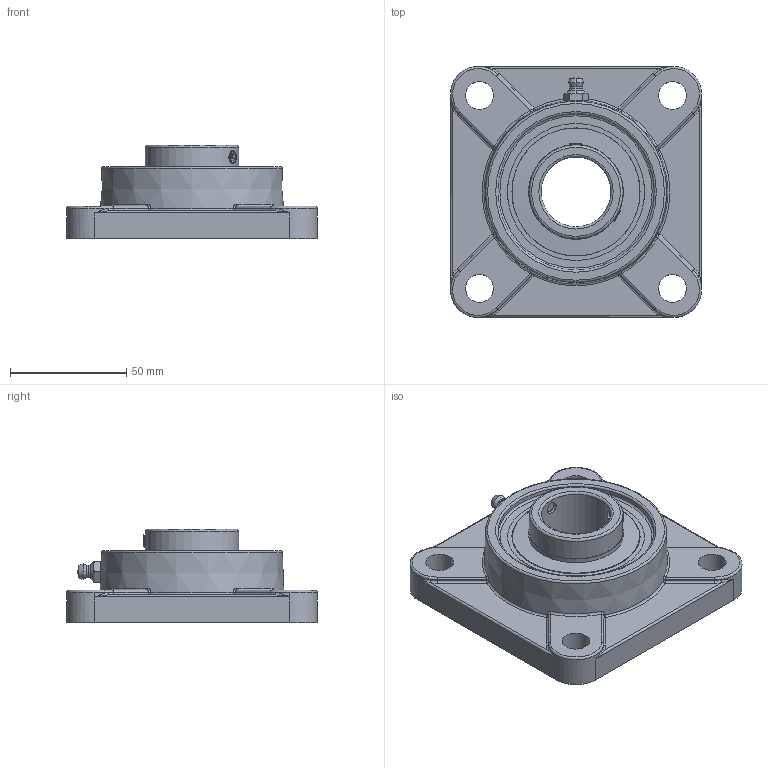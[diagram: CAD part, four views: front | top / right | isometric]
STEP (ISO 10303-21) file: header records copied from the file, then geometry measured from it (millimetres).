
FILE_DESCRIPTION(('HOOPS Exchange Step'),'2;1');
FILE_NAME('export-B70C913C-01C8-4E5B-9225-76F6B70C14F2.stp','2019-12-12T15:35:06-08:00',('ibuslach'),('Alibre'),'HOOPS Exchange 2019.2','Alibre','Unknown authorisation');
FILE_SCHEMA( ('AP242_MANAGED_MODEL_BASED_3D_ENGINEERING_MIM_LF {1 0 10303 442 1 1 4 }') );
Length unit declared in the file: centimetre
Products named in the file (7): UCP ZERK 6mm; MRN SF 206 (NO LETTERING); SUC 206 RACES; SUC 206 SHIELD; SUC 206 SS; MRN SUC 206; MRN SUCF 206
Assembly tree (8 placements, depth 3):
  MRN SUCF 206
    UCP ZERK 6mm
    MRN SF 206 (NO LETTERING)
    MRN SUC 206
      SUC 206 RACES
      SUC 206 SHIELD  x2
      SUC 206 SS  x2
Bounding box: 108 x 108 x 40.2 mm (x, y, z)
Volume: 160107 mm3; surface area: 58064.5 mm2
Topology: 8 solids, 8 shells, 243 faces, 621 edges, 374 vertices
Faces by surface type: cylinder 74, plane 66, torus 36, bspline 32, sphere 18, cone 17
Full cylindrical faces by diameter (mm): 2.005 x2, 5.359 x12, 6 x2, 12 x4, 30 x1, 40.259 x1, 40.284 x2, 40.792 x2, 55.093 x1, 55.118 x2, 67.335 x1, 69.088 x1
Entity records: 14555 total; most frequent: CARTESIAN_POINT 9304, DIRECTION 1086, ORIENTED_EDGE 1060, EDGE_CURVE 530, AXIS2_PLACEMENT_3D 465, VERTEX_POINT 328, CIRCLE 256, EDGE_LOOP 246
